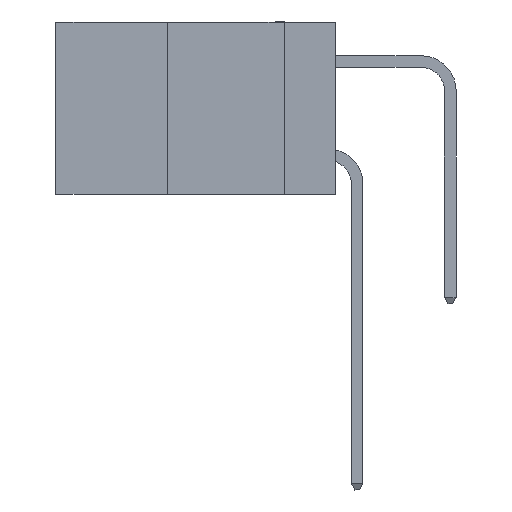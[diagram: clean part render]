
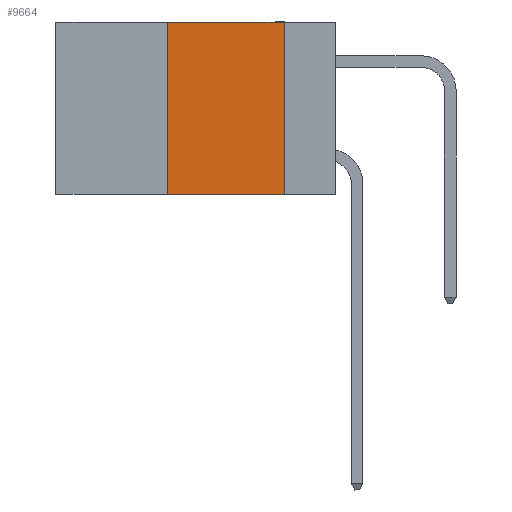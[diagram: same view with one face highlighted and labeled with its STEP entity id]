
A CAD part, left-side view. The second image highlights one B-rep face of the part: STEP entity #9664.
In plain terms, the highlighted planar face has unit normal (-1, 0, 0).
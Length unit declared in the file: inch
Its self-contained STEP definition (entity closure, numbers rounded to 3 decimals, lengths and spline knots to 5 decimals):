
#419 = VECTOR ( 'NONE', #13046, 39.37008 ) ;
#938 = VECTOR ( 'NONE', #12107, 39.37008 ) ;
#1524 = ORIENTED_EDGE ( 'NONE', *, *, #7556, .T. ) ;
#1888 = EDGE_CURVE ( 'NONE', #13145, #39572, #25411, .T. ) ;
#2369 = CARTESIAN_POINT ( 'NONE',  ( 0., 0.11, 0. ) ) ;
#2648 = CARTESIAN_POINT ( 'NONE',  ( 0., 0.6, 0. ) ) ;
#4784 = CARTESIAN_POINT ( 'NONE',  ( 0., 0.6, 0. ) ) ;
#5899 = CARTESIAN_POINT ( 'NONE',  ( 0., 0.6, -0.37 ) ) ;
#6555 = CARTESIAN_POINT ( 'NONE',  ( 0., 0.36, 0. ) ) ;
#7556 = EDGE_CURVE ( 'NONE', #11007, #39572, #15881, .T. ) ;
#8558 = ORIENTED_EDGE ( 'NONE', *, *, #1888, .F. ) ;
#9099 = VECTOR ( 'NONE', #23853, 39.37008 ) ;
#9664 = ADVANCED_FACE ( 'NONE', ( #23914 ), #35642, .F. ) ;
#11007 = VERTEX_POINT ( 'NONE', #39433 ) ;
#11357 = CARTESIAN_POINT ( 'NONE',  ( 0., 0.11, 0. ) ) ;
#12107 = DIRECTION ( 'NONE',  ( 0., -1., 0. ) ) ;
#13046 = DIRECTION ( 'NONE',  ( 0., 0., 1. ) ) ;
#13145 = VERTEX_POINT ( 'NONE', #2369 ) ;
#14553 = CARTESIAN_POINT ( 'NONE',  ( 0., 0.36, 0. ) ) ;
#15881 = LINE ( 'NONE', #5899, #938 ) ;
#16312 = ORIENTED_EDGE ( 'NONE', *, *, #37957, .F. ) ;
#17092 = EDGE_CURVE ( 'NONE', #36586, #13145, #22917, .T. ) ;
#17188 = DIRECTION ( 'NONE',  ( 0., 0., -1. ) ) ;
#18294 = DIRECTION ( 'NONE',  ( 0., -1., 0. ) ) ;
#20967 = AXIS2_PLACEMENT_3D ( 'NONE', #4784, #38266, #17188 ) ;
#22917 = LINE ( 'NONE', #2648, #28728 ) ;
#23853 = DIRECTION ( 'NONE',  ( 0., 0., -1. ) ) ;
#23914 = FACE_OUTER_BOUND ( 'NONE', #34081, .T. ) ;
#25411 = LINE ( 'NONE', #11357, #9099 ) ;
#28728 = VECTOR ( 'NONE', #18294, 39.37008 ) ;
#30308 = LINE ( 'NONE', #6555, #419 ) ;
#32763 = ORIENTED_EDGE ( 'NONE', *, *, #17092, .F. ) ;
#32764 = CARTESIAN_POINT ( 'NONE',  ( 0., 0.11, -0.37 ) ) ;
#34081 = EDGE_LOOP ( 'NONE', ( #8558, #32763, #16312, #1524 ) ) ;
#35642 = PLANE ( 'NONE',  #20967 ) ;
#36586 = VERTEX_POINT ( 'NONE', #14553 ) ;
#37957 = EDGE_CURVE ( 'NONE', #11007, #36586, #30308, .T. ) ;
#38266 = DIRECTION ( 'NONE',  ( 1., 0., 0. ) ) ;
#39433 = CARTESIAN_POINT ( 'NONE',  ( 0., 0.36, -0.37 ) ) ;
#39572 = VERTEX_POINT ( 'NONE', #32764 ) ;
